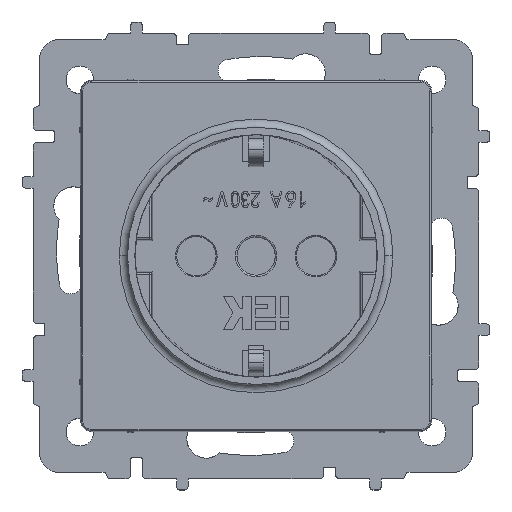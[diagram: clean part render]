
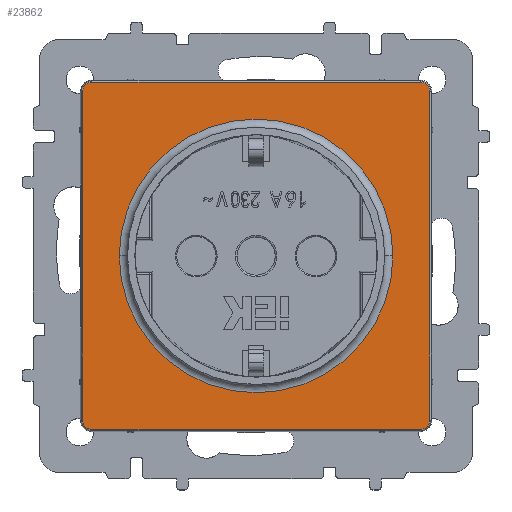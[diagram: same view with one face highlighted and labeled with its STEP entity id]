
A CAD part, top view. The second image highlights one B-rep face of the part: STEP entity #23862.
In plain terms, the highlighted face is planar.
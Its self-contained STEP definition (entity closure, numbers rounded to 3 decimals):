
#23 = EDGE_CURVE ( 'NONE', #11371, #18670, #15175, .T. ) ;
#203 = VERTEX_POINT ( 'NONE', #4941 ) ;
#465 = AXIS2_PLACEMENT_3D ( 'NONE', #6608, #13088, #6147 ) ;
#572 = DIRECTION ( 'NONE',  ( 1., 0., 0. ) ) ;
#638 = VECTOR ( 'NONE', #3889, 1000. ) ;
#754 = AXIS2_PLACEMENT_3D ( 'NONE', #1255, #10980, #8511 ) ;
#1255 = CARTESIAN_POINT ( 'NONE',  ( -57.48, 60.5, -9.05 ) ) ;
#1655 = CARTESIAN_POINT ( 'NONE',  ( -57.48, 8.3, -9.05 ) ) ;
#1809 = DIRECTION ( 'NONE',  ( 1., 0., 0. ) ) ;
#2135 = AXIS2_PLACEMENT_3D ( 'NONE', #8733, #25262, #10885 ) ;
#2436 = CIRCLE ( 'NONE', #465, 1.509 ) ;
#2451 = CARTESIAN_POINT ( 'NONE',  ( -5.28, 6.791, -9.05 ) ) ;
#3503 = DIRECTION ( 'NONE',  ( 0., 0., -1. ) ) ;
#3637 = FACE_BOUND ( 'NONE', #8965, .T. ) ;
#3889 = DIRECTION ( 'NONE',  ( 0., 1., 0. ) ) ;
#3917 = ORIENTED_EDGE ( 'NONE', *, *, #18401, .T. ) ;
#4481 = LINE ( 'NONE', #2451, #30581 ) ;
#4568 = AXIS2_PLACEMENT_3D ( 'NONE', #12117, #5014, #25875 ) ;
#4721 = ORIENTED_EDGE ( 'NONE', *, *, #6238, .F. ) ;
#4941 = CARTESIAN_POINT ( 'NONE',  ( -3.771, 8.3, -9.05 ) ) ;
#5014 = DIRECTION ( 'NONE',  ( 0., 0., -1. ) ) ;
#5040 = CARTESIAN_POINT ( 'NONE',  ( -3.771, 60.5, -9.05 ) ) ;
#5056 = CARTESIAN_POINT ( 'NONE',  ( -58.989, 60.5, -9.05 ) ) ;
#5140 = VERTEX_POINT ( 'NONE', #5056 ) ;
#5640 = ORIENTED_EDGE ( 'NONE', *, *, #15442, .T. ) ;
#6066 = LINE ( 'NONE', #24908, #638 ) ;
#6068 = EDGE_CURVE ( 'NONE', #5140, #11371, #15048, .T. ) ;
#6147 = DIRECTION ( 'NONE',  ( 1., 0., 0. ) ) ;
#6238 = EDGE_CURVE ( 'NONE', #10076, #19732, #16524, .T. ) ;
#6608 = CARTESIAN_POINT ( 'NONE',  ( -5.28, 60.5, -9.05 ) ) ;
#8511 = DIRECTION ( 'NONE',  ( 1., 0., 0. ) ) ;
#8733 = CARTESIAN_POINT ( 'NONE',  ( -57.48, 8.3, -9.05 ) ) ;
#8780 = EDGE_LOOP ( 'NONE', ( #13962, #5640, #24944, #27442, #16365, #3917, #22806, #23602 ) ) ;
#8965 = EDGE_LOOP ( 'NONE', ( #4721, #9158 ) ) ;
#9143 = CARTESIAN_POINT ( 'NONE',  ( -9.624, 34.4, -9.05 ) ) ;
#9158 = ORIENTED_EDGE ( 'NONE', *, *, #12935, .F. ) ;
#9905 = CARTESIAN_POINT ( 'NONE',  ( -58.989, 8.3, -9.05 ) ) ;
#10076 = VERTEX_POINT ( 'NONE', #9143 ) ;
#10109 = VERTEX_POINT ( 'NONE', #9905 ) ;
#10528 = EDGE_CURVE ( 'NONE', #25844, #16991, #4481, .T. ) ;
#10640 = CIRCLE ( 'NONE', #11639, 1.509 ) ;
#10786 = VECTOR ( 'NONE', #22427, 1000. ) ;
#10885 = DIRECTION ( 'NONE',  ( 1., 0., 0. ) ) ;
#10980 = DIRECTION ( 'NONE',  ( 0., 0., -1. ) ) ;
#11371 = VERTEX_POINT ( 'NONE', #30237 ) ;
#11639 = AXIS2_PLACEMENT_3D ( 'NONE', #1655, #29937, #1809 ) ;
#11917 = CIRCLE ( 'NONE', #29205, 1.509 ) ;
#12082 = AXIS2_PLACEMENT_3D ( 'NONE', #23656, #14072, #19165 ) ;
#12117 = CARTESIAN_POINT ( 'NONE',  ( -31.38, 34.4, -9.05 ) ) ;
#12766 = DIRECTION ( 'NONE',  ( 0., -1., 0. ) ) ;
#12935 = EDGE_CURVE ( 'NONE', #19732, #10076, #13433, .T. ) ;
#13088 = DIRECTION ( 'NONE',  ( 0., 0., -1. ) ) ;
#13433 = CIRCLE ( 'NONE', #4568, 21.756 ) ;
#13953 = EDGE_CURVE ( 'NONE', #203, #25844, #11917, .T. ) ;
#13962 = ORIENTED_EDGE ( 'NONE', *, *, #26744, .T. ) ;
#14072 = DIRECTION ( 'NONE',  ( 0., 0., -1. ) ) ;
#14130 = CARTESIAN_POINT ( 'NONE',  ( -5.28, 62.009, -9.05 ) ) ;
#15048 = CIRCLE ( 'NONE', #754, 1.509 ) ;
#15175 = LINE ( 'NONE', #20260, #10786 ) ;
#15442 = EDGE_CURVE ( 'NONE', #10109, #5140, #6066, .T. ) ;
#16365 = ORIENTED_EDGE ( 'NONE', *, *, #22204, .T. ) ;
#16524 = CIRCLE ( 'NONE', #12082, 21.756 ) ;
#16991 = VERTEX_POINT ( 'NONE', #29969 ) ;
#17365 = VERTEX_POINT ( 'NONE', #24552 ) ;
#18401 = EDGE_CURVE ( 'NONE', #17365, #203, #26350, .T. ) ;
#18670 = VERTEX_POINT ( 'NONE', #14130 ) ;
#19165 = DIRECTION ( 'NONE',  ( 1., 0., 0. ) ) ;
#19535 = VECTOR ( 'NONE', #12766, 1000. ) ;
#19732 = VERTEX_POINT ( 'NONE', #25720 ) ;
#20260 = CARTESIAN_POINT ( 'NONE',  ( -57.48, 62.009, -9.05 ) ) ;
#20477 = PLANE ( 'NONE',  #2135 ) ;
#21163 = DIRECTION ( 'NONE',  ( -1., 0., 0. ) ) ;
#21688 = CARTESIAN_POINT ( 'NONE',  ( -5.28, 6.791, -9.05 ) ) ;
#22204 = EDGE_CURVE ( 'NONE', #18670, #17365, #2436, .T. ) ;
#22427 = DIRECTION ( 'NONE',  ( 1., 0., 0. ) ) ;
#22806 = ORIENTED_EDGE ( 'NONE', *, *, #13953, .T. ) ;
#23602 = ORIENTED_EDGE ( 'NONE', *, *, #10528, .T. ) ;
#23656 = CARTESIAN_POINT ( 'NONE',  ( -31.38, 34.4, -9.05 ) ) ;
#23862 = ADVANCED_FACE ( 'NONE', ( #3637, #27570 ), #20477, .T. ) ;
#24552 = CARTESIAN_POINT ( 'NONE',  ( -3.771, 60.5, -9.05 ) ) ;
#24908 = CARTESIAN_POINT ( 'NONE',  ( -58.989, 8.3, -9.05 ) ) ;
#24944 = ORIENTED_EDGE ( 'NONE', *, *, #6068, .T. ) ;
#25262 = DIRECTION ( 'NONE',  ( 0., 0., -1. ) ) ;
#25720 = CARTESIAN_POINT ( 'NONE',  ( -53.136, 34.4, -9.05 ) ) ;
#25844 = VERTEX_POINT ( 'NONE', #21688 ) ;
#25875 = DIRECTION ( 'NONE',  ( 1., 0., 0. ) ) ;
#26350 = LINE ( 'NONE', #5040, #19535 ) ;
#26744 = EDGE_CURVE ( 'NONE', #16991, #10109, #10640, .T. ) ;
#27135 = CARTESIAN_POINT ( 'NONE',  ( -5.28, 8.3, -9.05 ) ) ;
#27442 = ORIENTED_EDGE ( 'NONE', *, *, #23, .T. ) ;
#27570 = FACE_OUTER_BOUND ( 'NONE', #8780, .T. ) ;
#29205 = AXIS2_PLACEMENT_3D ( 'NONE', #27135, #3503, #572 ) ;
#29937 = DIRECTION ( 'NONE',  ( 0., 0., -1. ) ) ;
#29969 = CARTESIAN_POINT ( 'NONE',  ( -57.48, 6.791, -9.05 ) ) ;
#30237 = CARTESIAN_POINT ( 'NONE',  ( -57.48, 62.009, -9.05 ) ) ;
#30581 = VECTOR ( 'NONE', #21163, 1000. ) ;
